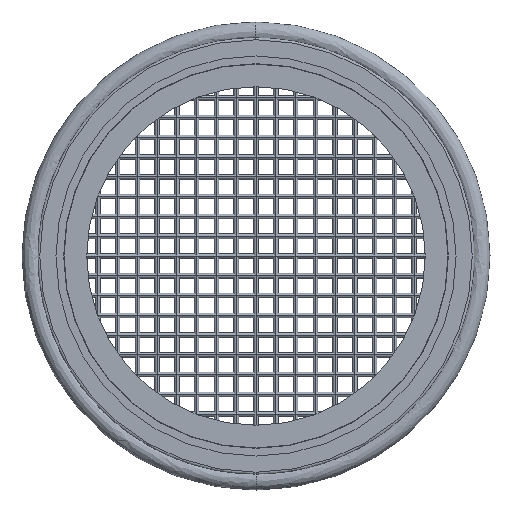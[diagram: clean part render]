
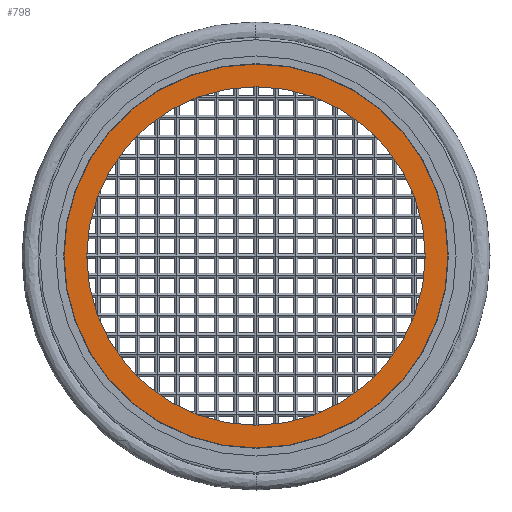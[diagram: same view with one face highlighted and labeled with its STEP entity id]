
A CAD part, left-side view. The second image highlights one B-rep face of the part: STEP entity #798.
In plain terms, the highlighted planar face has unit normal (-1, 0, 0).
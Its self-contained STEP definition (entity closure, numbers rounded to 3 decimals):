
#798=ADVANCED_FACE('',(#1120,#1121),#1119,.T.);
#1119=PLANE('',#1914);
#1120=FACE_OUTER_BOUND('',#1915,.T.);
#1121=FACE_BOUND('',#1916,.T.);
#1911=CARTESIAN_POINT('',(-3.,-51.858,-57.385));
#1912=DIRECTION('',(-1.,0.,0.));
#1913=DIRECTION('',(0.,0.,1.));
#1914=AXIS2_PLACEMENT_3D('',#1911,#1912,#1913);
#1915=EDGE_LOOP('',(#2251,#2252));
#1916=EDGE_LOOP('',(#2253,#2254));
#2251=ORIENTED_EDGE('',*,*,#2449,.F.);
#2252=ORIENTED_EDGE('',*,*,#2450,.F.);
#2253=ORIENTED_EDGE('',*,*,#2451,.T.);
#2254=ORIENTED_EDGE('',*,*,#2452,.T.);
#2449=EDGE_CURVE('',#2877,#2878,#2879,.T.);
#2450=EDGE_CURVE('',#2878,#2877,#2885,.T.);
#2451=EDGE_CURVE('',#2891,#2892,#2893,.T.);
#2452=EDGE_CURVE('',#2892,#2891,#2899,.T.);
#2877=VERTEX_POINT('',#3589);
#2878=VERTEX_POINT('',#3590);
#2879=CIRCLE('',#3594,24.95);
#2885=CIRCLE('',#3598,24.95);
#2891=VERTEX_POINT('',#3599);
#2892=VERTEX_POINT('',#3600);
#2893=CIRCLE('',#3604,22.);
#2899=CIRCLE('',#3608,22.);
#3589=CARTESIAN_POINT('',(-3.,0.,-24.95));
#3590=CARTESIAN_POINT('',(-3.,0.,24.95));
#3591=CARTESIAN_POINT('',(-3.,0.,0.));
#3592=DIRECTION('',(1.,0.,0.));
#3593=DIRECTION('',(0.,0.,1.));
#3594=AXIS2_PLACEMENT_3D('',#3591,#3592,#3593);
#3595=CARTESIAN_POINT('',(-3.,0.,0.));
#3596=DIRECTION('',(1.,0.,0.));
#3597=DIRECTION('',(0.,0.,1.));
#3598=AXIS2_PLACEMENT_3D('',#3595,#3596,#3597);
#3599=CARTESIAN_POINT('',(-3.,0.,22.));
#3600=CARTESIAN_POINT('',(-3.,0.,-22.));
#3601=CARTESIAN_POINT('',(-3.,0.,0.));
#3602=DIRECTION('',(1.,0.,0.));
#3603=DIRECTION('',(0.,0.,1.));
#3604=AXIS2_PLACEMENT_3D('',#3601,#3602,#3603);
#3605=CARTESIAN_POINT('',(-3.,0.,0.));
#3606=DIRECTION('',(1.,0.,0.));
#3607=DIRECTION('',(0.,0.,1.));
#3608=AXIS2_PLACEMENT_3D('',#3605,#3606,#3607);
